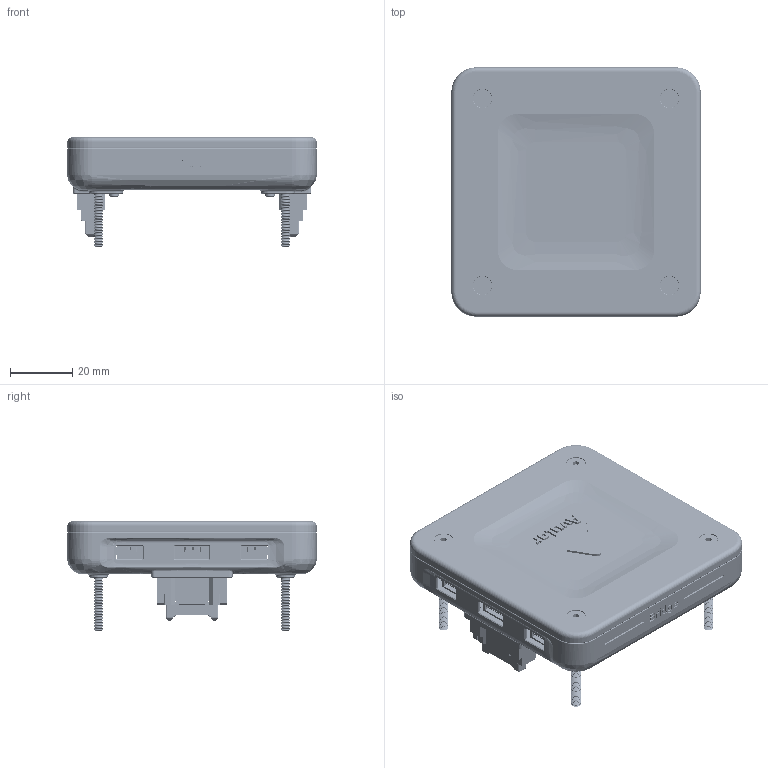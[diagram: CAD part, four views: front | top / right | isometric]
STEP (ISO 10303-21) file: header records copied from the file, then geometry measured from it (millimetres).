
FILE_DESCRIPTION(/* description */ (''),/* implementation_level */ '2;1');
FILE_NAME(/* name */ 'A002-0130-B-D9N3-R01_Vertex Bridge - Casing with PCBA and screws.stp',/* time_stamp */ '2023-08-31T10:11:49+02:00',/* author */ (''),/* organization */ (''),/* preprocessor_version */ 'ST-DEVELOPER v18.102',/* originating_system */ 'SIEMENS PLM Software NX2206.1700',/* authorisation */ '');
FILE_SCHEMA (('AUTOMOTIVE_DESIGN { 1 0 10303 214 3 1 1 1 }'));
Products named in the file (1): A002-0130-B-D9N3-R01_Bridge - Assembly_objects
Bounding box: 80 x 80 x 35.07 mm (x, y, z)
Volume: 41861.1 mm3; surface area: 62757 mm2
Topology: 447 solids, 471 shells, 15730 faces, 38452 edges, 23337 vertices
Faces by surface type: plane 9094, cylinder 3183, torus 1232, cone 1202, sphere 527, extrusion 313, bspline 179
Full cylindrical faces by diameter (mm): 0.256 x1, 0.3 x7, 0.35 x14, 0.5 x2, 0.65 x1, 0.7 x6, 0.8 x2, 0.9 x2, 1 x9, 1.2 x8, 3.1 x2, 3.4 x12, 6 x8, 6.2 x4
Entity records: 474194 total; most frequent: CARTESIAN_POINT 101680, ORIENTED_EDGE 75966, DIRECTION 75852, EDGE_CURVE 37983, VECTOR 25894, LINE 25581, AXIS2_PLACEMENT_3D 24979, VERTEX_POINT 23325
